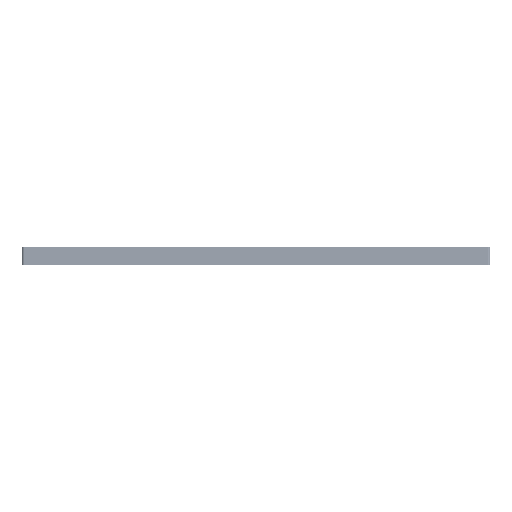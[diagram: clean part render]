
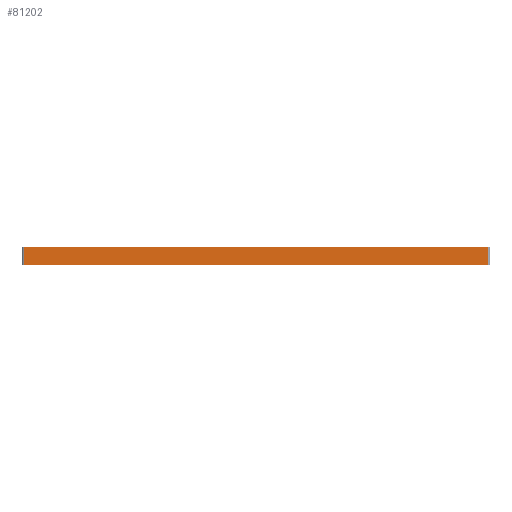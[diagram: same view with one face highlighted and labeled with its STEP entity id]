
A CAD part, left-side view. The second image highlights one B-rep face of the part: STEP entity #81202.
In plain terms, the highlighted planar face has unit normal (-1, 0, 0).
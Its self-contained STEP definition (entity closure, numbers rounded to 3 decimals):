
#11408=FACE_OUTER_BOUND('',#19127,.T.);
#19127=EDGE_LOOP('',(#66382,#66383,#66384,#66385));
#24249=LINE('',#123412,#27736);
#24256=LINE('',#125185,#27743);
#25956=LINE('',#137275,#29443);
#25957=LINE('',#137276,#29444);
#27736=VECTOR('',#95915,0.394);
#27743=VECTOR('',#97606,0.394);
#29443=VECTOR('',#109436,0.394);
#29444=VECTOR('',#109437,0.394);
#38136=VERTEX_POINT('',#123409);
#38137=VERTEX_POINT('',#123411);
#38990=VERTEX_POINT('',#125182);
#38991=VERTEX_POINT('',#125184);
#45194=EDGE_CURVE('',#38136,#38137,#24249,.T.);
#46048=EDGE_CURVE('',#38991,#38990,#24256,.T.);
#50520=EDGE_CURVE('',#38991,#38136,#25956,.T.);
#50521=EDGE_CURVE('',#38137,#38990,#25957,.T.);
#66382=ORIENTED_EDGE('',*,*,#50520,.F.);
#66383=ORIENTED_EDGE('',*,*,#46048,.T.);
#66384=ORIENTED_EDGE('',*,*,#50521,.F.);
#66385=ORIENTED_EDGE('',*,*,#45194,.F.);
#77755=PLANE('',#89767);
#81202=ADVANCED_FACE('',(#11408),#77755,.T.);
#89767=AXIS2_PLACEMENT_3D('',#137274,#109434,#109435);
#95915=DIRECTION('',(0.,-1.,0.));
#97606=DIRECTION('',(0.,-1.,0.));
#109434=DIRECTION('center_axis',(-1.,0.,0.));
#109435=DIRECTION('ref_axis',(0.,-1.,0.));
#109436=DIRECTION('',(0.,0.,1.));
#109437=DIRECTION('',(0.,0.,-1.));
#123409=CARTESIAN_POINT('',(-27.875,11.917,0.95));
#123411=CARTESIAN_POINT('',(-27.875,-11.917,0.95));
#123412=CARTESIAN_POINT('',(-27.875,12.,0.95));
#125182=CARTESIAN_POINT('',(-27.875,-11.917,0.));
#125184=CARTESIAN_POINT('',(-27.875,11.917,0.));
#125185=CARTESIAN_POINT('',(-27.875,12.,0.));
#137274=CARTESIAN_POINT('Origin',(-27.875,12.,0.));
#137275=CARTESIAN_POINT('',(-27.875,11.917,0.));
#137276=CARTESIAN_POINT('',(-27.875,-11.917,0.));
